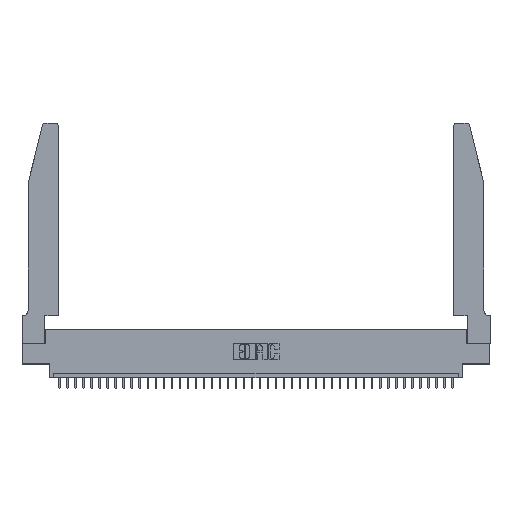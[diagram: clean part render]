
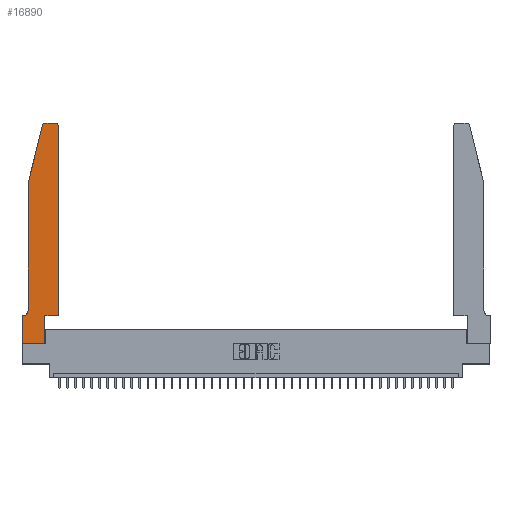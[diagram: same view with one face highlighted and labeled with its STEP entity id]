
A CAD part, top view. The second image highlights one B-rep face of the part: STEP entity #16890.
In plain terms, the highlighted planar face has unit normal (0, 0, 1).
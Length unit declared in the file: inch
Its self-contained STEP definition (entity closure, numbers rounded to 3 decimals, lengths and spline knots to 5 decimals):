
#469 = EDGE_CURVE ( 'NONE', #27874, #36522, #2464, .T. ) ;
#651 = ORIENTED_EDGE ( 'NONE', *, *, #21593, .T. ) ;
#955 = ORIENTED_EDGE ( 'NONE', *, *, #34006, .T. ) ;
#1137 = CARTESIAN_POINT ( 'NONE',  ( 0.4205, 2.72, 0.37 ) ) ;
#1284 = CARTESIAN_POINT ( 'NONE',  ( 0.0055, 0.42, 0.37 ) ) ;
#1883 = VECTOR ( 'NONE', #29757, 39.37008 ) ;
#2464 = LINE ( 'NONE', #37584, #37221 ) ;
#3041 = CIRCLE ( 'NONE', #29198, 0.03 ) ;
#4416 = DIRECTION ( 'NONE',  ( 0., 1., 0. ) ) ;
#4731 = ORIENTED_EDGE ( 'NONE', *, *, #24934, .T. ) ;
#4767 = CARTESIAN_POINT ( 'NONE',  ( 0.284, 2.75, 0.37 ) ) ;
#4840 = DIRECTION ( 'NONE',  ( 0., 0., -1. ) ) ;
#4882 = ORIENTED_EDGE ( 'NONE', *, *, #29911, .T. ) ;
#7022 = EDGE_CURVE ( 'NONE', #36319, #21199, #9664, .T. ) ;
#7080 = VERTEX_POINT ( 'NONE', #39266 ) ;
#7382 = ORIENTED_EDGE ( 'NONE', *, *, #7022, .T. ) ;
#7393 = CARTESIAN_POINT ( 'NONE',  ( 0.4505, 0.35, 0.37 ) ) ;
#7471 = LINE ( 'NONE', #33090, #16015 ) ;
#8158 = EDGE_CURVE ( 'NONE', #23988, #36990, #36223, .T. ) ;
#8824 = EDGE_CURVE ( 'NONE', #21022, #20710, #20422, .T. ) ;
#8875 = PLANE ( 'NONE',  #11646 ) ;
#8900 = ORIENTED_EDGE ( 'NONE', *, *, #469, .T. ) ;
#9087 = CARTESIAN_POINT ( 'NONE',  ( 0., 0.35, 0.37 ) ) ;
#9664 = LINE ( 'NONE', #19117, #40787 ) ;
#10017 = DIRECTION ( 'NONE',  ( -0.239, -0.971, 0. ) ) ;
#10826 = DIRECTION ( 'NONE',  ( 1., 0., 0. ) ) ;
#11646 = AXIS2_PLACEMENT_3D ( 'NONE', #9087, #18740, #24807 ) ;
#11675 = VERTEX_POINT ( 'NONE', #34017 ) ;
#12238 = FACE_OUTER_BOUND ( 'NONE', #29124, .T. ) ;
#12439 = CARTESIAN_POINT ( 'NONE',  ( 0.4505, 2.72, 0.37 ) ) ;
#12996 = DIRECTION ( 'NONE',  ( 0., -1., 0. ) ) ;
#14885 = EDGE_CURVE ( 'NONE', #36522, #36319, #24670, .T. ) ;
#15307 = DIRECTION ( 'NONE',  ( -1., 0., 0. ) ) ;
#15945 = CARTESIAN_POINT ( 'NONE',  ( 0.0755, 2., 0.37 ) ) ;
#16015 = VECTOR ( 'NONE', #10017, 39.37008 ) ;
#16168 = DIRECTION ( 'NONE',  ( 1., 0., 0. ) ) ;
#16254 = LINE ( 'NONE', #38536, #17849 ) ;
#16441 = ORIENTED_EDGE ( 'NONE', *, *, #8158, .T. ) ;
#16590 = DIRECTION ( 'NONE',  ( 1., 0., 0. ) ) ;
#16890 = ADVANCED_FACE ( 'NONE', ( #12238 ), #8875, .T. ) ;
#17350 = CARTESIAN_POINT ( 'NONE',  ( 0., 0., 0.37 ) ) ;
#17849 = VECTOR ( 'NONE', #19613, 39.37008 ) ;
#18740 = DIRECTION ( 'NONE',  ( 0., 0., 1. ) ) ;
#18940 = CARTESIAN_POINT ( 'NONE',  ( 0.2865, 0.35, 0.37 ) ) ;
#18957 = CARTESIAN_POINT ( 'NONE',  ( 0.4205, 2.75, 0.37 ) ) ;
#19117 = CARTESIAN_POINT ( 'NONE',  ( 0., 0., 0.37 ) ) ;
#19446 = ORIENTED_EDGE ( 'NONE', *, *, #30238, .T. ) ;
#19586 = VECTOR ( 'NONE', #30151, 39.37008 ) ;
#19613 = DIRECTION ( 'NONE',  ( -1., 0., 0. ) ) ;
#20422 = LINE ( 'NONE', #7393, #34255 ) ;
#20467 = EDGE_CURVE ( 'NONE', #32729, #27874, #20504, .T. ) ;
#20504 = CIRCLE ( 'NONE', #39928, 0.07 ) ;
#20710 = VERTEX_POINT ( 'NONE', #12439 ) ;
#21022 = VERTEX_POINT ( 'NONE', #21432 ) ;
#21199 = VERTEX_POINT ( 'NONE', #29498 ) ;
#21359 = EDGE_CURVE ( 'NONE', #20710, #37057, #3041, .T. ) ;
#21432 = CARTESIAN_POINT ( 'NONE',  ( 0.4505, 0.35, 0.37 ) ) ;
#21593 = EDGE_CURVE ( 'NONE', #37057, #23988, #16254, .T. ) ;
#22293 = DIRECTION ( 'NONE',  ( 0., 1., 0. ) ) ;
#22856 = CARTESIAN_POINT ( 'NONE',  ( 0., 0., 0.37 ) ) ;
#23570 = CARTESIAN_POINT ( 'NONE',  ( 0.25487, 2.72718, 0.37 ) ) ;
#23988 = VERTEX_POINT ( 'NONE', #4767 ) ;
#24079 = CARTESIAN_POINT ( 'NONE',  ( 0.0055, 0.35, 0.37 ) ) ;
#24670 = LINE ( 'NONE', #17350, #19586 ) ;
#24807 = DIRECTION ( 'NONE',  ( 1., 0., 0. ) ) ;
#24934 = EDGE_CURVE ( 'NONE', #21199, #7080, #35718, .T. ) ;
#25715 = ORIENTED_EDGE ( 'NONE', *, *, #8824, .T. ) ;
#26807 = AXIS2_PLACEMENT_3D ( 'NONE', #28961, #38666, #16590 ) ;
#27852 = VECTOR ( 'NONE', #22293, 39.37008 ) ;
#27874 = VERTEX_POINT ( 'NONE', #24079 ) ;
#28203 = VECTOR ( 'NONE', #12996, 39.37008 ) ;
#28307 = CARTESIAN_POINT ( 'NONE',  ( 0.0755, 0.42, 0.37 ) ) ;
#28961 = CARTESIAN_POINT ( 'NONE',  ( 0.284, 2.72, 0.37 ) ) ;
#29124 = EDGE_LOOP ( 'NONE', ( #651, #16441, #19446, #955, #33581, #8900, #37199, #7382, #4731, #4882, #25715, #35499 ) ) ;
#29198 = AXIS2_PLACEMENT_3D ( 'NONE', #1137, #39604, #10826 ) ;
#29498 = CARTESIAN_POINT ( 'NONE',  ( 0.2865, 0., 0.37 ) ) ;
#29554 = LINE ( 'NONE', #38844, #1883 ) ;
#29757 = DIRECTION ( 'NONE',  ( 1., 0., 0. ) ) ;
#29911 = EDGE_CURVE ( 'NONE', #7080, #21022, #29554, .T. ) ;
#30151 = DIRECTION ( 'NONE',  ( 0., -1., 0. ) ) ;
#30238 = EDGE_CURVE ( 'NONE', #36990, #11675, #7471, .T. ) ;
#31282 = LINE ( 'NONE', #15945, #28203 ) ;
#32729 = VERTEX_POINT ( 'NONE', #28307 ) ;
#33090 = CARTESIAN_POINT ( 'NONE',  ( 0.0755, 2., 0.37 ) ) ;
#33581 = ORIENTED_EDGE ( 'NONE', *, *, #20467, .T. ) ;
#34006 = EDGE_CURVE ( 'NONE', #11675, #32729, #31282, .T. ) ;
#34017 = CARTESIAN_POINT ( 'NONE',  ( 0.0755, 2., 0.37 ) ) ;
#34255 = VECTOR ( 'NONE', #4416, 39.37008 ) ;
#35499 = ORIENTED_EDGE ( 'NONE', *, *, #21359, .T. ) ;
#35718 = LINE ( 'NONE', #18940, #27852 ) ;
#36089 = CARTESIAN_POINT ( 'NONE',  ( 0., 0.35, 0.37 ) ) ;
#36223 = CIRCLE ( 'NONE', #26807, 0.03 ) ;
#36319 = VERTEX_POINT ( 'NONE', #22856 ) ;
#36522 = VERTEX_POINT ( 'NONE', #36089 ) ;
#36990 = VERTEX_POINT ( 'NONE', #23570 ) ;
#37057 = VERTEX_POINT ( 'NONE', #18957 ) ;
#37199 = ORIENTED_EDGE ( 'NONE', *, *, #14885, .T. ) ;
#37221 = VECTOR ( 'NONE', #15307, 39.37008 ) ;
#37584 = CARTESIAN_POINT ( 'NONE',  ( 0.0755, 0.35, 0.37 ) ) ;
#38536 = CARTESIAN_POINT ( 'NONE',  ( 0.2605, 2.75, 0.37 ) ) ;
#38666 = DIRECTION ( 'NONE',  ( 0., 0., 1. ) ) ;
#38844 = CARTESIAN_POINT ( 'NONE',  ( 0.4505, 0.35, 0.37 ) ) ;
#39266 = CARTESIAN_POINT ( 'NONE',  ( 0.2865, 0.35, 0.37 ) ) ;
#39604 = DIRECTION ( 'NONE',  ( 0., 0., 1. ) ) ;
#39750 = DIRECTION ( 'NONE',  ( -1., 0., 0. ) ) ;
#39928 = AXIS2_PLACEMENT_3D ( 'NONE', #1284, #4840, #39750 ) ;
#40787 = VECTOR ( 'NONE', #16168, 39.37008 ) ;
